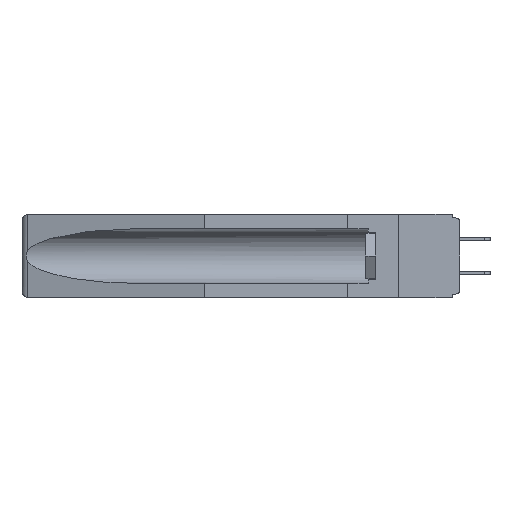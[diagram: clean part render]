
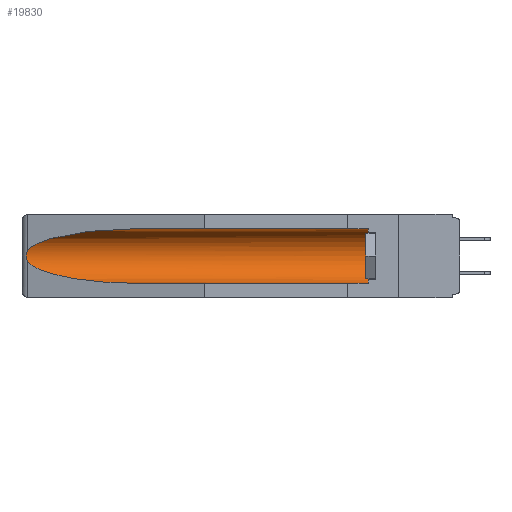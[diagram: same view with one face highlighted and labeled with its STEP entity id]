
A CAD part, left-side view. The second image highlights one B-rep face of the part: STEP entity #19830.
In plain terms, the highlighted cylindrical face has radius 2.857 mm (diameter 5.715 mm), a partial arc.
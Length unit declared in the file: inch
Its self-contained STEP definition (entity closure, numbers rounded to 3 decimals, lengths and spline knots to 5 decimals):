
#55 = VECTOR ( 'NONE', #13443, 39.37008 ) ;
#1392 = EDGE_LOOP ( 'NONE', ( #28345, #8711, #7715, #6784, #1491, #19080 ) ) ;
#1420 = CARTESIAN_POINT ( 'NONE',  ( 0.26655, 1.53094, -0.18657 ) ) ;
#1491 = ORIENTED_EDGE ( 'NONE', *, *, #5475, .T. ) ;
#2874 = VERTEX_POINT ( 'NONE', #12975 ) ;
#3675 = LINE ( 'NONE', #14571, #7939 ) ;
#4782 = EDGE_CURVE ( 'NONE', #23700, #16488, #29146, .T. ) ;
#5469 =( BOUNDED_CURVE ( )  B_SPLINE_CURVE ( 3, ( #29472, #24438, #19797, #16867 ),
 .UNSPECIFIED., .F., .F. ) 
 B_SPLINE_CURVE_WITH_KNOTS ( ( 4, 4 ),
 ( 4.71239, 6.08839 ),
 .UNSPECIFIED. ) 
 CURVE ( )  GEOMETRIC_REPRESENTATION_ITEM ( )  RATIONAL_B_SPLINE_CURVE ( ( 1., 0.848, 0.848, 1. ) ) 
 REPRESENTATION_ITEM ( '' )  );
#5475 = EDGE_CURVE ( 'NONE', #2874, #26344, #18396, .T. ) ;
#6784 = ORIENTED_EDGE ( 'NONE', *, *, #18308, .F. ) ;
#6946 = CARTESIAN_POINT ( 'NONE',  ( 0.26537, 1.52718, -0.19328 ) ) ;
#7715 = ORIENTED_EDGE ( 'NONE', *, *, #4782, .T. ) ;
#7939 = VECTOR ( 'NONE', #14789, 39.37008 ) ;
#8388 = CARTESIAN_POINT ( 'NONE',  ( 0.26537, 1.52718, -0.14972 ) ) ;
#8711 = ORIENTED_EDGE ( 'NONE', *, *, #28935, .T. ) ;
#8717 = CARTESIAN_POINT ( 'NONE',  ( 0.2675, 1.53308, -0.17534 ) ) ;
#8934 = VERTEX_POINT ( 'NONE', #12231 ) ;
#10302 = DIRECTION ( 'NONE',  ( 0., -1., 0. ) ) ;
#10472 = CARTESIAN_POINT ( 'NONE',  ( 0.155, 1.07973, -0.284 ) ) ;
#11322 = CARTESIAN_POINT ( 'NONE',  ( 0.26654, 1.53092, -0.15636 ) ) ;
#11419 = CARTESIAN_POINT ( 'NONE',  ( 0.2675, 1.53308, -0.16763 ) ) ;
#12173 = CARTESIAN_POINT ( 'NONE',  ( 0.155, -0.30754, -0.1715 ) ) ;
#12184 = AXIS2_PLACEMENT_3D ( 'NONE', #22662, #10302, #14905 ) ;
#12231 = CARTESIAN_POINT ( 'NONE',  ( 0.155, 1.07973, -0.059 ) ) ;
#12975 = CARTESIAN_POINT ( 'NONE',  ( 0.155, 0.126, -0.284 ) ) ;
#13443 = DIRECTION ( 'NONE',  ( 0., 1., 0. ) ) ;
#14343 = CARTESIAN_POINT ( 'NONE',  ( 0.21114, 1.30732, -0.284 ) ) ;
#14357 = CARTESIAN_POINT ( 'NONE',  ( 0.26537, 1.52718, -0.14972 ) ) ;
#14571 = CARTESIAN_POINT ( 'NONE',  ( 0.155, -0.30754, -0.059 ) ) ;
#14789 = DIRECTION ( 'NONE',  ( 0., 1., 0. ) ) ;
#14905 = DIRECTION ( 'NONE',  ( 0., 0., 1. ) ) ;
#15321 = DIRECTION ( 'NONE',  ( 0., 1., 0. ) ) ;
#15852 = EDGE_CURVE ( 'NONE', #8934, #26619, #5469, .T. ) ;
#16037 = CARTESIAN_POINT ( 'NONE',  ( 0.26597, 1.5296, -0.19026 ) ) ;
#16471 = CARTESIAN_POINT ( 'NONE',  ( 0.2673, 1.5327, -0.16383 ) ) ;
#16476 = LINE ( 'NONE', #23080, #55 ) ;
#16488 = VERTEX_POINT ( 'NONE', #10472 ) ;
#16764 = CARTESIAN_POINT ( 'NONE',  ( 0.25451, 1.48313, -0.24835 ) ) ;
#16863 = CARTESIAN_POINT ( 'NONE',  ( 0.155, 1.07973, -0.284 ) ) ;
#16867 = CARTESIAN_POINT ( 'NONE',  ( 0.26537, 1.52718, -0.14972 ) ) ;
#18308 = EDGE_CURVE ( 'NONE', #2874, #16488, #16476, .T. ) ;
#18396 = CIRCLE ( 'NONE', #12184, 0.1125 ) ;
#19080 = ORIENTED_EDGE ( 'NONE', *, *, #26813, .T. ) ;
#19797 = CARTESIAN_POINT ( 'NONE',  ( 0.25451, 1.48313, -0.09465 ) ) ;
#19830 = ADVANCED_FACE ( 'NONE', ( #22692 ), #29792, .F. ) ;
#19922 = DIRECTION ( 'NONE',  ( 0., 0., 1. ) ) ;
#19940 = CARTESIAN_POINT ( 'NONE',  ( 0.155, 0.126, -0.059 ) ) ;
#22662 = CARTESIAN_POINT ( 'NONE',  ( 0.155, 0.126, -0.1715 ) ) ;
#22692 = FACE_OUTER_BOUND ( 'NONE', #1392, .T. ) ;
#23080 = CARTESIAN_POINT ( 'NONE',  ( 0.155, -0.30754, -0.284 ) ) ;
#23104 = AXIS2_PLACEMENT_3D ( 'NONE', #12173, #15321, #19922 ) ;
#23311 = B_SPLINE_CURVE_WITH_KNOTS ( 'NONE', 3,
 ( #8388, #23720, #11322, #16471, #11419, #8717, #28984, #1420, #16037, #23594 ),
 .UNSPECIFIED., .F., .F.,
 ( 4, 2, 2, 2, 4 ),
 ( 0., 0.00029, 0.00058, 0.00087, 0.00117 ),
 .UNSPECIFIED. ) ;
#23594 = CARTESIAN_POINT ( 'NONE',  ( 0.26537, 1.52718, -0.19328 ) ) ;
#23700 = VERTEX_POINT ( 'NONE', #24637 ) ;
#23720 = CARTESIAN_POINT ( 'NONE',  ( 0.26597, 1.52961, -0.15275 ) ) ;
#24438 = CARTESIAN_POINT ( 'NONE',  ( 0.21114, 1.30732, -0.059 ) ) ;
#24637 = CARTESIAN_POINT ( 'NONE',  ( 0.26537, 1.52718, -0.19328 ) ) ;
#26344 = VERTEX_POINT ( 'NONE', #19940 ) ;
#26619 = VERTEX_POINT ( 'NONE', #14357 ) ;
#26813 = EDGE_CURVE ( 'NONE', #26344, #8934, #3675, .T. ) ;
#28345 = ORIENTED_EDGE ( 'NONE', *, *, #15852, .T. ) ;
#28935 = EDGE_CURVE ( 'NONE', #26619, #23700, #23311, .T. ) ;
#28984 = CARTESIAN_POINT ( 'NONE',  ( 0.2673, 1.53269, -0.17917 ) ) ;
#29146 =( BOUNDED_CURVE ( )  B_SPLINE_CURVE ( 3, ( #6946, #16764, #14343, #16863 ),
 .UNSPECIFIED., .F., .T. ) 
 B_SPLINE_CURVE_WITH_KNOTS ( ( 4, 4 ),
 ( 0.1948, 1.5708 ),
 .UNSPECIFIED. ) 
 CURVE ( )  GEOMETRIC_REPRESENTATION_ITEM ( )  RATIONAL_B_SPLINE_CURVE ( ( 1., 0.848, 0.848, 1. ) ) 
 REPRESENTATION_ITEM ( '' )  );
#29472 = CARTESIAN_POINT ( 'NONE',  ( 0.155, 1.07973, -0.059 ) ) ;
#29792 = CYLINDRICAL_SURFACE ( 'NONE', #23104, 0.1125 ) ;
